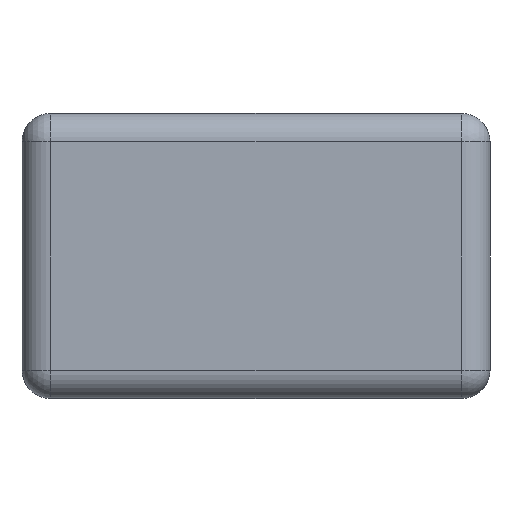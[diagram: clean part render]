
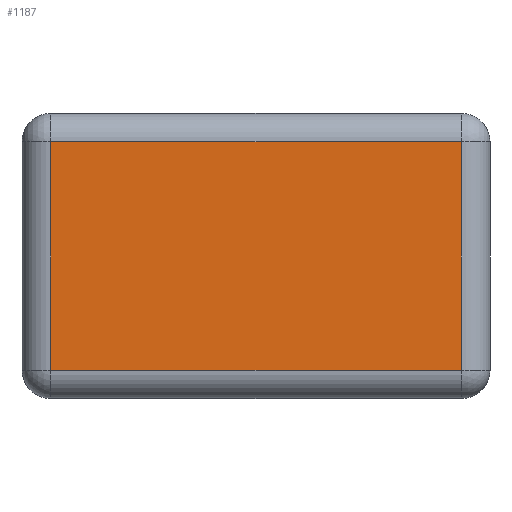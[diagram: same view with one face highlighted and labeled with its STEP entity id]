
A CAD part, left-side view. The second image highlights one B-rep face of the part: STEP entity #1187.
In plain terms, the highlighted planar face has unit normal (-1, 0, 0).
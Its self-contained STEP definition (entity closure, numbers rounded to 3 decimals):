
#10 = EDGE_CURVE ( 'NONE', #201, #624, #903, .T. ) ;
#19 = EDGE_CURVE ( 'NONE', #624, #149, #97, .T. ) ;
#36 = EDGE_LOOP ( 'NONE', ( #529, #823, #54, #1336 ) ) ;
#54 = ORIENTED_EDGE ( 'NONE', *, *, #10, .T. ) ;
#97 = LINE ( 'NONE', #1686, #1323 ) ;
#149 = VERTEX_POINT ( 'NONE', #1833 ) ;
#187 = CARTESIAN_POINT ( 'NONE',  ( -0.8, 0.36, 0.49 ) ) ;
#201 = VERTEX_POINT ( 'NONE', #275 ) ;
#275 = CARTESIAN_POINT ( 'NONE',  ( -0.8, 0.36, 0.05 ) ) ;
#301 = EDGE_CURVE ( 'NONE', #149, #975, #1766, .T. ) ;
#404 = DIRECTION ( 'NONE',  ( 0., 0., 1. ) ) ;
#422 = CARTESIAN_POINT ( 'NONE',  ( -0.8, -0.36, 0.05 ) ) ;
#529 = ORIENTED_EDGE ( 'NONE', *, *, #301, .T. ) ;
#600 = AXIS2_PLACEMENT_3D ( 'NONE', #1852, #1553, #1249 ) ;
#624 = VERTEX_POINT ( 'NONE', #422 ) ;
#626 = PLANE ( 'NONE',  #600 ) ;
#782 = CARTESIAN_POINT ( 'NONE',  ( -0.8, -0.41, 0.05 ) ) ;
#799 = VECTOR ( 'NONE', #1360, 1000. ) ;
#823 = ORIENTED_EDGE ( 'NONE', *, *, #967, .T. ) ;
#863 = VECTOR ( 'NONE', #1483, 1000. ) ;
#903 = LINE ( 'NONE', #782, #799 ) ;
#967 = EDGE_CURVE ( 'NONE', #975, #201, #1767, .T. ) ;
#975 = VERTEX_POINT ( 'NONE', #1737 ) ;
#1181 = CARTESIAN_POINT ( 'NONE',  ( -0.8, 0.41, 0.45 ) ) ;
#1187 = ADVANCED_FACE ( 'NONE', ( #1348 ), #626, .T. ) ;
#1193 = DIRECTION ( 'NONE',  ( 0., 0., -1. ) ) ;
#1249 = DIRECTION ( 'NONE',  ( 0., 0., 1. ) ) ;
#1323 = VECTOR ( 'NONE', #404, 1000. ) ;
#1336 = ORIENTED_EDGE ( 'NONE', *, *, #19, .T. ) ;
#1348 = FACE_OUTER_BOUND ( 'NONE', #36, .T. ) ;
#1360 = DIRECTION ( 'NONE',  ( 0., -1., 0. ) ) ;
#1483 = DIRECTION ( 'NONE',  ( 0., 1., 0. ) ) ;
#1553 = DIRECTION ( 'NONE',  ( -1., 0., 0. ) ) ;
#1581 = VECTOR ( 'NONE', #1193, 1000. ) ;
#1686 = CARTESIAN_POINT ( 'NONE',  ( -0.8, -0.36, 0.49 ) ) ;
#1737 = CARTESIAN_POINT ( 'NONE',  ( -0.8, 0.36, 0.45 ) ) ;
#1766 = LINE ( 'NONE', #1181, #863 ) ;
#1767 = LINE ( 'NONE', #187, #1581 ) ;
#1833 = CARTESIAN_POINT ( 'NONE',  ( -0.8, -0.36, 0.45 ) ) ;
#1852 = CARTESIAN_POINT ( 'NONE',  ( -0.8, -0.4, 0.49 ) ) ;
